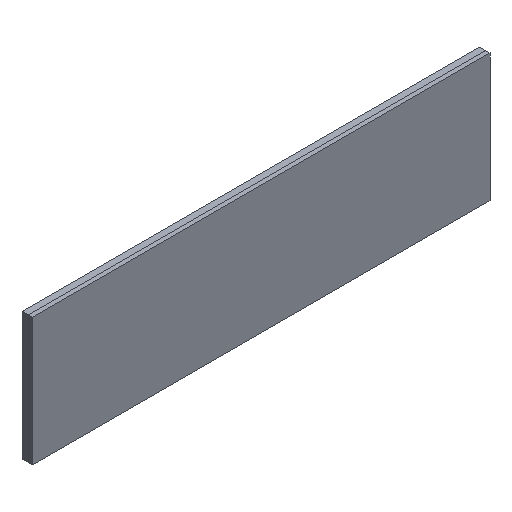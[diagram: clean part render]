
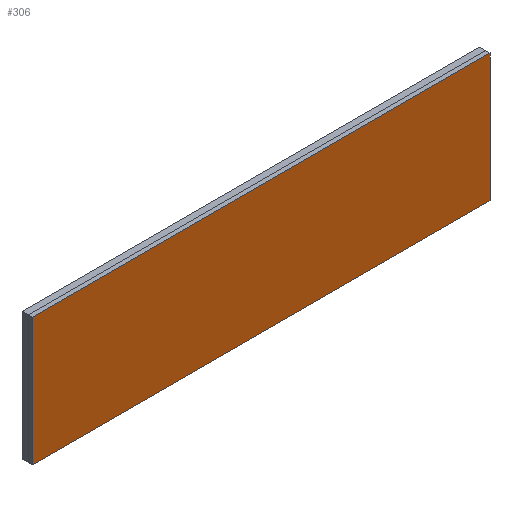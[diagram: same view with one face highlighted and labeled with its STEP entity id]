
A CAD part, isometric view. The second image highlights one B-rep face of the part: STEP entity #306.
In plain terms, the highlighted planar face has unit normal (0, -1, 0).
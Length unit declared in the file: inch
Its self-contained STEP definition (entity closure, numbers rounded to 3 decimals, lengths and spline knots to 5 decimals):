
#34 = CARTESIAN_POINT ( 'NONE',  ( 6.94, -0.0625, -1.94 ) ) ;
#38 = DIRECTION ( 'NONE',  ( 1., 0., 0. ) ) ;
#66 = CARTESIAN_POINT ( 'NONE',  ( 0., -0.0625, 0. ) ) ;
#79 = EDGE_LOOP ( 'NONE', ( #398, #633, #611, #607 ) ) ;
#139 = VERTEX_POINT ( 'NONE', #314 ) ;
#147 = EDGE_CURVE ( 'NONE', #139, #682, #810, .T. ) ;
#213 = EDGE_CURVE ( 'NONE', #682, #534, #650, .T. ) ;
#223 = VERTEX_POINT ( 'NONE', #807 ) ;
#248 = CARTESIAN_POINT ( 'NONE',  ( -6.94, -0.0625, -1.94 ) ) ;
#265 = DIRECTION ( 'NONE',  ( 0., -1., 0. ) ) ;
#274 = VECTOR ( 'NONE', #683, 39.37008 ) ;
#276 = VECTOR ( 'NONE', #742, 39.37008 ) ;
#295 = CARTESIAN_POINT ( 'NONE',  ( 6.94, -0.0625, -1.94 ) ) ;
#306 = ADVANCED_FACE ( 'NONE', ( #698 ), #609, .T. ) ;
#314 = CARTESIAN_POINT ( 'NONE',  ( -6.94, -0.0625, 1.94 ) ) ;
#398 = ORIENTED_EDGE ( 'NONE', *, *, #740, .T. ) ;
#455 = VECTOR ( 'NONE', #536, 39.37008 ) ;
#456 = LINE ( 'NONE', #34, #276 ) ;
#519 = CARTESIAN_POINT ( 'NONE',  ( -6.94, -0.0625, -1.94 ) ) ;
#534 = VERTEX_POINT ( 'NONE', #295 ) ;
#536 = DIRECTION ( 'NONE',  ( 0., 0., -1. ) ) ;
#543 = AXIS2_PLACEMENT_3D ( 'NONE', #66, #265, #906 ) ;
#607 = ORIENTED_EDGE ( 'NONE', *, *, #213, .T. ) ;
#609 = PLANE ( 'NONE',  #543 ) ;
#611 = ORIENTED_EDGE ( 'NONE', *, *, #147, .T. ) ;
#633 = ORIENTED_EDGE ( 'NONE', *, *, #882, .T. ) ;
#650 = LINE ( 'NONE', #248, #739 ) ;
#682 = VERTEX_POINT ( 'NONE', #519 ) ;
#683 = DIRECTION ( 'NONE',  ( -1., 0., 0. ) ) ;
#698 = FACE_OUTER_BOUND ( 'NONE', #79, .T. ) ;
#739 = VECTOR ( 'NONE', #38, 39.37008 ) ;
#740 = EDGE_CURVE ( 'NONE', #534, #223, #456, .T. ) ;
#742 = DIRECTION ( 'NONE',  ( 0., 0., 1. ) ) ;
#751 = CARTESIAN_POINT ( 'NONE',  ( -6.94, -0.0625, 1.94 ) ) ;
#757 = LINE ( 'NONE', #835, #274 ) ;
#807 = CARTESIAN_POINT ( 'NONE',  ( 6.94, -0.0625, 1.94 ) ) ;
#810 = LINE ( 'NONE', #751, #455 ) ;
#835 = CARTESIAN_POINT ( 'NONE',  ( 6.94, -0.0625, 1.94 ) ) ;
#882 = EDGE_CURVE ( 'NONE', #223, #139, #757, .T. ) ;
#906 = DIRECTION ( 'NONE',  ( 0., 0., -1. ) ) ;
